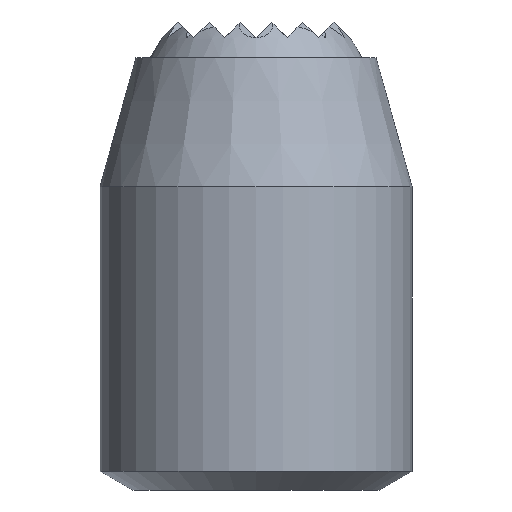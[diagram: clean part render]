
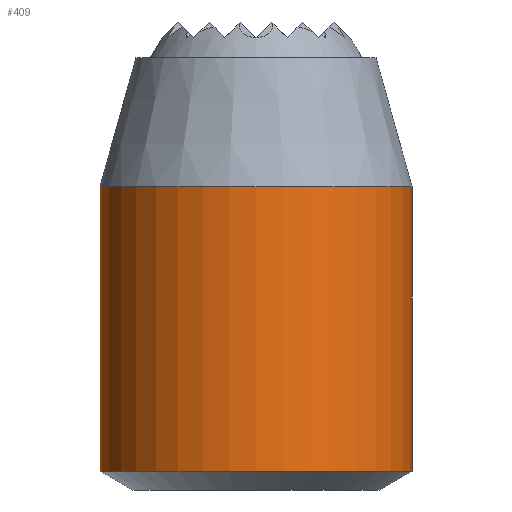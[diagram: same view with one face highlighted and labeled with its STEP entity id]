
A CAD part, front view. The second image highlights one B-rep face of the part: STEP entity #409.
In plain terms, the highlighted cylindrical face has radius 10 mm (diameter 20 mm), a full revolution.
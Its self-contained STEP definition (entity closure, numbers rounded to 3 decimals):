
#409 = ADVANCED_FACE( '', ( #844, #845 ), #846, .T. );
#844 = FACE_OUTER_BOUND( '', #1299, .T. );
#845 = FACE_OUTER_BOUND( '', #1300, .T. );
#846 = CYLINDRICAL_SURFACE( '', #1301, 10. );
#1299 = EDGE_LOOP( '', ( #2232 ) );
#1300 = EDGE_LOOP( '', ( #2233 ) );
#1301 = AXIS2_PLACEMENT_3D( '', #2234, #2235, #2236 );
#2232 = ORIENTED_EDGE( '', *, *, #2796, .T. );
#2233 = ORIENTED_EDGE( '', *, *, #2631, .T. );
#2234 = CARTESIAN_POINT( '', ( 0., 0., 27.7 ) );
#2235 = DIRECTION( '', ( 0., 0., 1. ) );
#2236 = DIRECTION( '', ( -1., 0., 0. ) );
#2631 = EDGE_CURVE( '', #3110, #3110, #3111, .T. );
#2796 = EDGE_CURVE( '', #3300, #3300, #3301, .T. );
#3110 = VERTEX_POINT( '', #3713 );
#3111 = CIRCLE( '', #3714, 10. );
#3300 = VERTEX_POINT( '', #3980 );
#3301 = CIRCLE( '', #3981, 10. );
#3713 = CARTESIAN_POINT( '', ( -10., 0., 19.434 ) );
#3714 = AXIS2_PLACEMENT_3D( '', #4240, #4241, #4242 );
#3980 = CARTESIAN_POINT( '', ( 10., 0., 1.2 ) );
#3981 = AXIS2_PLACEMENT_3D( '', #4392, #4393, #4394 );
#4240 = CARTESIAN_POINT( '', ( 0., 0., 19.434 ) );
#4241 = DIRECTION( '', ( 0., 0., -1. ) );
#4242 = DIRECTION( '', ( -1., 0., 0. ) );
#4392 = CARTESIAN_POINT( '', ( 0., 0., 1.2 ) );
#4393 = DIRECTION( '', ( 0., 0., 1. ) );
#4394 = DIRECTION( '', ( 1., 0., 0. ) );
